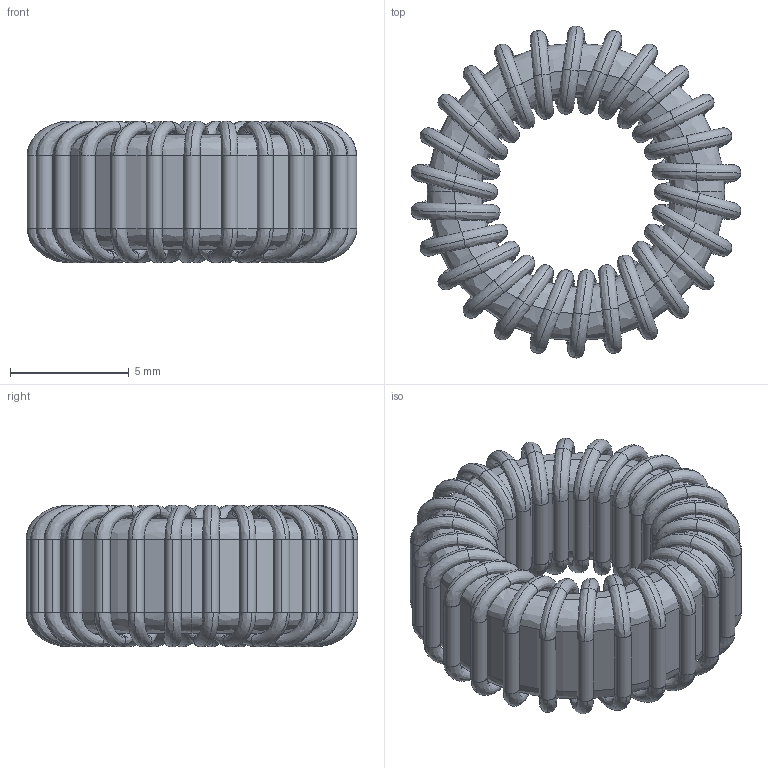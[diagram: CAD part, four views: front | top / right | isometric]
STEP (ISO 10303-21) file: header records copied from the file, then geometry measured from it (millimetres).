
FILE_DESCRIPTION (( 'STEP AP214' ), '1' );
FILE_NAME ('TOROID_33uH_5A.STEP', '2023-05-29T13:19:27', ( '' ), ( '' ), 'SwSTEP 2.0', 'SolidWorks 2022', '' );
FILE_SCHEMA (( 'AUTOMOTIVE_DESIGN' ));
Length unit declared in the file: millimetre
Products named in the file (1): TOROID_33uH_5A
Bounding box: 13.88 x 13.98 x 5.97 mm (x, y, z)
Volume: 457.7 mm3; surface area: 1271.6 mm2
Topology: 105 solids, 105 shells, 583 faces, 1009 edges, 634 vertices
Faces by surface type: bspline 216, plane 208, cylinder 159
Entity records: 30836 total; most frequent: CARTESIAN_POINT 13555, ORIENTED_EDGE 2018, DIRECTION 1955, EDGE_CURVE 1009, AXIS2_PLACEMENT_3D 898, UNCERTAINTY_MEASURE_WITH_UNIT 690, STYLED_ITEM 689, PRESENTATION_STYLE_ASSIGNMENT 689
